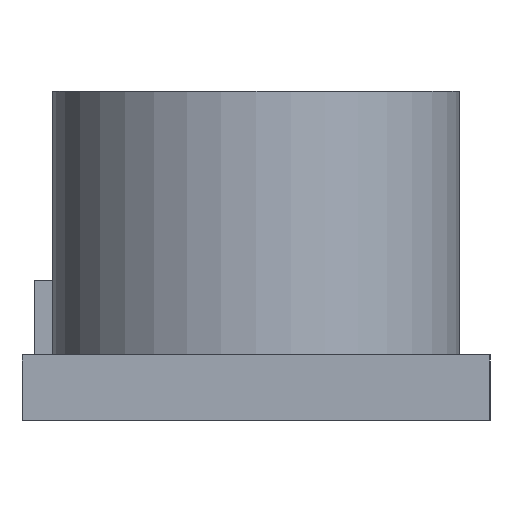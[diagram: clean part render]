
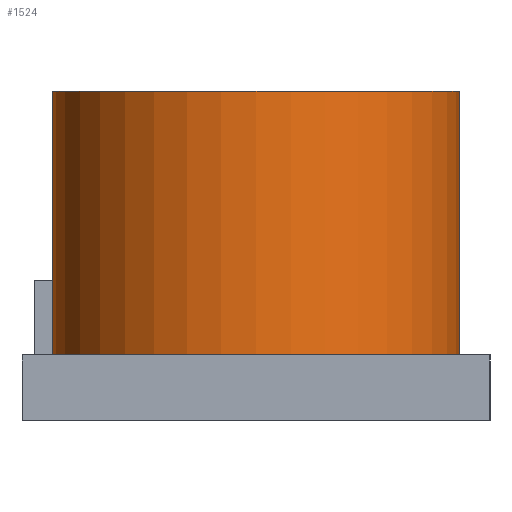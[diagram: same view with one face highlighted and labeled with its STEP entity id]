
A CAD part, left-side view. The second image highlights one B-rep face of the part: STEP entity #1524.
In plain terms, the highlighted cylindrical face has radius 9.55 mm (diameter 19.1 mm), a full revolution.
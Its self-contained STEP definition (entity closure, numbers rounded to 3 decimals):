
#1524 = ADVANCED_FACE('',(#1525),#1538,.T.);
#1525 = FACE_BOUND('',#1526,.F.);
#1526 = EDGE_LOOP('',(#1527,#1561,#1584,#1611));
#1527 = ORIENTED_EDGE('',*,*,#1528,.F.);
#1528 = EDGE_CURVE('',#1529,#1529,#1531,.T.);
#1529 = VERTEX_POINT('',#1530);
#1530 = CARTESIAN_POINT('',(-3.55,0.,0.));
#1531 = SURFACE_CURVE('',#1532,(#1537,#1549),.PCURVE_S1.);
#1532 = CIRCLE('',#1533,9.55);
#1533 = AXIS2_PLACEMENT_3D('',#1534,#1535,#1536);
#1534 = CARTESIAN_POINT('',(-13.1,0.,0.));
#1535 = DIRECTION('',(0.,0.,1.));
#1536 = DIRECTION('',(1.,0.,0.));
#1537 = PCURVE('',#1538,#1543);
#1538 = CYLINDRICAL_SURFACE('',#1539,9.55);
#1539 = AXIS2_PLACEMENT_3D('',#1540,#1541,#1542);
#1540 = CARTESIAN_POINT('',(-13.1,0.,0.));
#1541 = DIRECTION('',(-0.,-0.,-1.));
#1542 = DIRECTION('',(1.,0.,0.));
#1543 = DEFINITIONAL_REPRESENTATION('',(#1544),#1548);
#1544 = LINE('',#1545,#1546);
#1545 = CARTESIAN_POINT('',(-0.,0.));
#1546 = VECTOR('',#1547,1.);
#1547 = DIRECTION('',(-1.,0.));
#1548 = ( GEOMETRIC_REPRESENTATION_CONTEXT(2) 
PARAMETRIC_REPRESENTATION_CONTEXT() REPRESENTATION_CONTEXT('2D SPACE',''
  ) );
#1549 = PCURVE('',#1550,#1555);
#1550 = PLANE('',#1551);
#1551 = AXIS2_PLACEMENT_3D('',#1552,#1553,#1554);
#1552 = CARTESIAN_POINT('',(13.1,0.,0.));
#1553 = DIRECTION('',(0.,0.,1.));
#1554 = DIRECTION('',(1.,0.,-0.));
#1555 = DEFINITIONAL_REPRESENTATION('',(#1556),#1560);
#1556 = CIRCLE('',#1557,9.55);
#1557 = AXIS2_PLACEMENT_2D('',#1558,#1559);
#1558 = CARTESIAN_POINT('',(-26.2,0.));
#1559 = DIRECTION('',(1.,0.));
#1560 = ( GEOMETRIC_REPRESENTATION_CONTEXT(2) 
PARAMETRIC_REPRESENTATION_CONTEXT() REPRESENTATION_CONTEXT('2D SPACE',''
  ) );
#1561 = ORIENTED_EDGE('',*,*,#1562,.F.);
#1562 = EDGE_CURVE('',#1563,#1529,#1565,.T.);
#1563 = VERTEX_POINT('',#1564);
#1564 = CARTESIAN_POINT('',(-3.55,0.,12.4));
#1565 = SEAM_CURVE('',#1566,(#1570,#1577),.PCURVE_S1.);
#1566 = LINE('',#1567,#1568);
#1567 = CARTESIAN_POINT('',(-3.55,0.,12.4));
#1568 = VECTOR('',#1569,1.);
#1569 = DIRECTION('',(0.,0.,-1.));
#1570 = PCURVE('',#1538,#1571);
#1571 = DEFINITIONAL_REPRESENTATION('',(#1572),#1576);
#1572 = LINE('',#1573,#1574);
#1573 = CARTESIAN_POINT('',(-0.,-12.4));
#1574 = VECTOR('',#1575,1.);
#1575 = DIRECTION('',(0.,1.));
#1576 = ( GEOMETRIC_REPRESENTATION_CONTEXT(2) 
PARAMETRIC_REPRESENTATION_CONTEXT() REPRESENTATION_CONTEXT('2D SPACE',''
  ) );
#1577 = PCURVE('',#1538,#1578);
#1578 = DEFINITIONAL_REPRESENTATION('',(#1579),#1583);
#1579 = LINE('',#1580,#1581);
#1580 = CARTESIAN_POINT('',(-6.283,-12.4));
#1581 = VECTOR('',#1582,1.);
#1582 = DIRECTION('',(0.,1.));
#1583 = ( GEOMETRIC_REPRESENTATION_CONTEXT(2) 
PARAMETRIC_REPRESENTATION_CONTEXT() REPRESENTATION_CONTEXT('2D SPACE',''
  ) );
#1584 = ORIENTED_EDGE('',*,*,#1585,.T.);
#1585 = EDGE_CURVE('',#1563,#1563,#1586,.T.);
#1586 = SURFACE_CURVE('',#1587,(#1592,#1599),.PCURVE_S1.);
#1587 = CIRCLE('',#1588,9.55);
#1588 = AXIS2_PLACEMENT_3D('',#1589,#1590,#1591);
#1589 = CARTESIAN_POINT('',(-13.1,0.,12.4));
#1590 = DIRECTION('',(0.,0.,1.));
#1591 = DIRECTION('',(1.,0.,0.));
#1592 = PCURVE('',#1538,#1593);
#1593 = DEFINITIONAL_REPRESENTATION('',(#1594),#1598);
#1594 = LINE('',#1595,#1596);
#1595 = CARTESIAN_POINT('',(-0.,-12.4));
#1596 = VECTOR('',#1597,1.);
#1597 = DIRECTION('',(-1.,0.));
#1598 = ( GEOMETRIC_REPRESENTATION_CONTEXT(2) 
PARAMETRIC_REPRESENTATION_CONTEXT() REPRESENTATION_CONTEXT('2D SPACE',''
  ) );
#1599 = PCURVE('',#1600,#1605);
#1600 = PLANE('',#1601);
#1601 = AXIS2_PLACEMENT_3D('',#1602,#1603,#1604);
#1602 = CARTESIAN_POINT('',(13.1,0.,12.4));
#1603 = DIRECTION('',(0.,0.,1.));
#1604 = DIRECTION('',(1.,0.,-0.));
#1605 = DEFINITIONAL_REPRESENTATION('',(#1606),#1610);
#1606 = CIRCLE('',#1607,9.55);
#1607 = AXIS2_PLACEMENT_2D('',#1608,#1609);
#1608 = CARTESIAN_POINT('',(-26.2,0.));
#1609 = DIRECTION('',(1.,0.));
#1610 = ( GEOMETRIC_REPRESENTATION_CONTEXT(2) 
PARAMETRIC_REPRESENTATION_CONTEXT() REPRESENTATION_CONTEXT('2D SPACE',''
  ) );
#1611 = ORIENTED_EDGE('',*,*,#1562,.T.);
